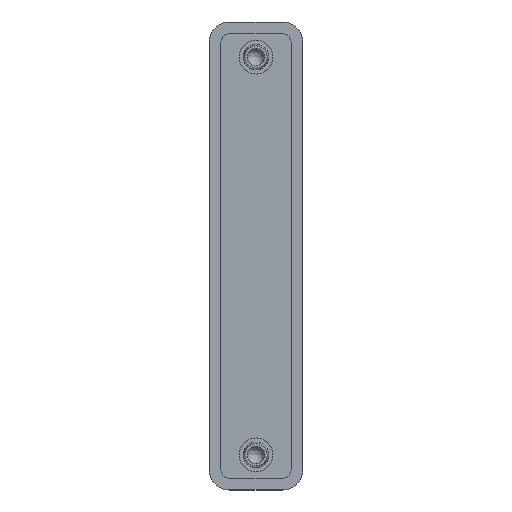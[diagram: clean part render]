
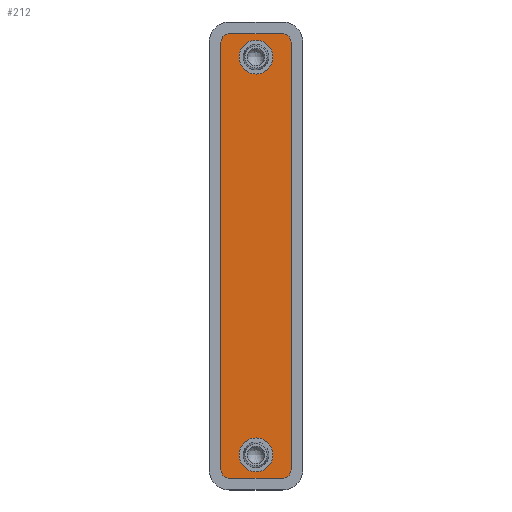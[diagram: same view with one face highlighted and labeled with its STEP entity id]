
A CAD part, top view. The second image highlights one B-rep face of the part: STEP entity #212.
In plain terms, the highlighted planar face has unit normal (0, 0, 1).
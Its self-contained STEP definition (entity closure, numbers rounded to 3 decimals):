
#19 = VECTOR ( 'NONE', #254, 1000. ) ;
#27 = VERTEX_POINT ( 'NONE', #981 ) ;
#46 = AXIS2_PLACEMENT_3D ( 'NONE', #1484, #390, #548 ) ;
#48 = DIRECTION ( 'NONE',  ( 0., 1., 0. ) ) ;
#78 = ORIENTED_EDGE ( 'NONE', *, *, #361, .T. ) ;
#80 = DIRECTION ( 'NONE',  ( 0., 0., 1. ) ) ;
#105 = CARTESIAN_POINT ( 'NONE',  ( 0., 38., -2. ) ) ;
#150 = VECTOR ( 'NONE', #1152, 1000. ) ;
#154 = CARTESIAN_POINT ( 'NONE',  ( 6., -36.5, -2. ) ) ;
#155 = EDGE_CURVE ( 'NONE', #579, #1051, #599, .T. ) ;
#170 = CARTESIAN_POINT ( 'NONE',  ( 0., 34., -2. ) ) ;
#200 = DIRECTION ( 'NONE',  ( 0., -1., 0. ) ) ;
#212 = ADVANCED_FACE ( 'NONE', ( #479, #1022, #337 ), #763, .T. ) ;
#254 = DIRECTION ( 'NONE',  ( 1., 0., 0. ) ) ;
#292 = AXIS2_PLACEMENT_3D ( 'NONE', #1433, #496, #1156 ) ;
#337 = FACE_OUTER_BOUND ( 'NONE', #446, .T. ) ;
#350 = ORIENTED_EDGE ( 'NONE', *, *, #1636, .T. ) ;
#361 = EDGE_CURVE ( 'NONE', #640, #1541, #432, .T. ) ;
#370 = AXIS2_PLACEMENT_3D ( 'NONE', #1031, #1557, #780 ) ;
#383 = DIRECTION ( 'NONE',  ( 0., -1., 0. ) ) ;
#390 = DIRECTION ( 'NONE',  ( 0., 0., 1. ) ) ;
#408 = ORIENTED_EDGE ( 'NONE', *, *, #864, .T. ) ;
#426 = EDGE_CURVE ( 'NONE', #1438, #677, #1583, .T. ) ;
#431 = AXIS2_PLACEMENT_3D ( 'NONE', #627, #80, #892 ) ;
#432 = LINE ( 'NONE', #700, #1612 ) ;
#446 = EDGE_LOOP ( 'NONE', ( #806, #1207, #1584, #1494, #1515, #888, #78, #921 ) ) ;
#479 = FACE_BOUND ( 'NONE', #1430, .T. ) ;
#496 = DIRECTION ( 'NONE',  ( 0., 0., 1. ) ) ;
#516 = LINE ( 'NONE', #105, #150 ) ;
#548 = DIRECTION ( 'NONE',  ( -1., 0., 0. ) ) ;
#579 = VERTEX_POINT ( 'NONE', #641 ) ;
#584 = CARTESIAN_POINT ( 'NONE',  ( 0., 34., -2. ) ) ;
#599 = CIRCLE ( 'NONE', #431, 1.5 ) ;
#616 = CARTESIAN_POINT ( 'NONE',  ( 4.5, 38., -2. ) ) ;
#627 = CARTESIAN_POINT ( 'NONE',  ( -4.5, -36.5, -2. ) ) ;
#640 = VERTEX_POINT ( 'NONE', #154 ) ;
#641 = CARTESIAN_POINT ( 'NONE',  ( -6., -36.5, -2. ) ) ;
#674 = EDGE_CURVE ( 'NONE', #1268, #640, #1431, .T. ) ;
#677 = VERTEX_POINT ( 'NONE', #1215 ) ;
#698 = AXIS2_PLACEMENT_3D ( 'NONE', #1610, #1232, #1480 ) ;
#700 = CARTESIAN_POINT ( 'NONE',  ( 6., 0., -2. ) ) ;
#715 = DIRECTION ( 'NONE',  ( 0., 0., -1. ) ) ;
#721 = AXIS2_PLACEMENT_3D ( 'NONE', #584, #890, #1696 ) ;
#759 = CARTESIAN_POINT ( 'NONE',  ( 0., -36.9, -2. ) ) ;
#763 = PLANE ( 'NONE',  #1721 ) ;
#780 = DIRECTION ( 'NONE',  ( 0., -1., 0. ) ) ;
#804 = DIRECTION ( 'NONE',  ( 1., 0., 0. ) ) ;
#806 = ORIENTED_EDGE ( 'NONE', *, *, #1305, .T. ) ;
#864 = EDGE_CURVE ( 'NONE', #1019, #1123, #1413, .T. ) ;
#874 = AXIS2_PLACEMENT_3D ( 'NONE', #1516, #1147, #200 ) ;
#888 = ORIENTED_EDGE ( 'NONE', *, *, #674, .T. ) ;
#890 = DIRECTION ( 'NONE',  ( 0., 0., -1. ) ) ;
#892 = DIRECTION ( 'NONE',  ( -1., 0., 0. ) ) ;
#903 = CARTESIAN_POINT ( 'NONE',  ( -4.5, -38., -2. ) ) ;
#904 = ORIENTED_EDGE ( 'NONE', *, *, #1341, .T. ) ;
#921 = ORIENTED_EDGE ( 'NONE', *, *, #1663, .T. ) ;
#981 = CARTESIAN_POINT ( 'NONE',  ( -4.5, 38., -2. ) ) ;
#1019 = VERTEX_POINT ( 'NONE', #759 ) ;
#1022 = FACE_BOUND ( 'NONE', #1521, .T. ) ;
#1031 = CARTESIAN_POINT ( 'NONE',  ( 0., -34., -2. ) ) ;
#1051 = VERTEX_POINT ( 'NONE', #903 ) ;
#1062 = CIRCLE ( 'NONE', #292, 1.5 ) ;
#1066 = LINE ( 'NONE', #1598, #19 ) ;
#1090 = DIRECTION ( 'NONE',  ( 0., 0., 1. ) ) ;
#1091 = LINE ( 'NONE', #1606, #1478 ) ;
#1099 = CARTESIAN_POINT ( 'NONE',  ( 0., 31.1, -2. ) ) ;
#1104 = DIRECTION ( 'NONE',  ( 0., 1., 0. ) ) ;
#1116 = CIRCLE ( 'NONE', #721, 2.9 ) ;
#1123 = VERTEX_POINT ( 'NONE', #1495 ) ;
#1147 = DIRECTION ( 'NONE',  ( 0., 0., -1. ) ) ;
#1152 = DIRECTION ( 'NONE',  ( -1., 0., 0. ) ) ;
#1156 = DIRECTION ( 'NONE',  ( -1., 0., 0. ) ) ;
#1207 = ORIENTED_EDGE ( 'NONE', *, *, #1472, .T. ) ;
#1209 = CARTESIAN_POINT ( 'NONE',  ( 0., 0., -2. ) ) ;
#1215 = CARTESIAN_POINT ( 'NONE',  ( 0., 36.9, -2. ) ) ;
#1232 = DIRECTION ( 'NONE',  ( 0., 0., 1. ) ) ;
#1268 = VERTEX_POINT ( 'NONE', #1678 ) ;
#1305 = EDGE_CURVE ( 'NONE', #1717, #27, #516, .T. ) ;
#1329 = AXIS2_PLACEMENT_3D ( 'NONE', #170, #715, #48 ) ;
#1341 = EDGE_CURVE ( 'NONE', #1123, #1019, #1367, .T. ) ;
#1359 = CARTESIAN_POINT ( 'NONE',  ( 6., 36.5, -2. ) ) ;
#1367 = CIRCLE ( 'NONE', #370, 2.9 ) ;
#1413 = CIRCLE ( 'NONE', #874, 2.9 ) ;
#1430 = EDGE_LOOP ( 'NONE', ( #408, #904 ) ) ;
#1431 = CIRCLE ( 'NONE', #698, 1.5 ) ;
#1433 = CARTESIAN_POINT ( 'NONE',  ( 4.5, 36.5, -2. ) ) ;
#1438 = VERTEX_POINT ( 'NONE', #1099 ) ;
#1472 = EDGE_CURVE ( 'NONE', #27, #1719, #1563, .T. ) ;
#1478 = VECTOR ( 'NONE', #383, 1000. ) ;
#1480 = DIRECTION ( 'NONE',  ( -1., 0., 0. ) ) ;
#1484 = CARTESIAN_POINT ( 'NONE',  ( -4.5, 36.5, -2. ) ) ;
#1493 = EDGE_CURVE ( 'NONE', #1719, #579, #1091, .T. ) ;
#1494 = ORIENTED_EDGE ( 'NONE', *, *, #155, .T. ) ;
#1495 = CARTESIAN_POINT ( 'NONE',  ( 0., -31.1, -2. ) ) ;
#1515 = ORIENTED_EDGE ( 'NONE', *, *, #1550, .T. ) ;
#1516 = CARTESIAN_POINT ( 'NONE',  ( 0., -34., -2. ) ) ;
#1521 = EDGE_LOOP ( 'NONE', ( #350, #1701 ) ) ;
#1541 = VERTEX_POINT ( 'NONE', #1359 ) ;
#1550 = EDGE_CURVE ( 'NONE', #1051, #1268, #1066, .T. ) ;
#1557 = DIRECTION ( 'NONE',  ( 0., 0., -1. ) ) ;
#1563 = CIRCLE ( 'NONE', #46, 1.5 ) ;
#1583 = CIRCLE ( 'NONE', #1329, 2.9 ) ;
#1584 = ORIENTED_EDGE ( 'NONE', *, *, #1493, .T. ) ;
#1598 = CARTESIAN_POINT ( 'NONE',  ( 0., -38., -2. ) ) ;
#1606 = CARTESIAN_POINT ( 'NONE',  ( -6., 0., -2. ) ) ;
#1610 = CARTESIAN_POINT ( 'NONE',  ( 4.5, -36.5, -2. ) ) ;
#1612 = VECTOR ( 'NONE', #1104, 1000. ) ;
#1636 = EDGE_CURVE ( 'NONE', #677, #1438, #1116, .T. ) ;
#1663 = EDGE_CURVE ( 'NONE', #1541, #1717, #1062, .T. ) ;
#1678 = CARTESIAN_POINT ( 'NONE',  ( 4.5, -38., -2. ) ) ;
#1689 = CARTESIAN_POINT ( 'NONE',  ( -6., 36.5, -2. ) ) ;
#1696 = DIRECTION ( 'NONE',  ( 0., 1., 0. ) ) ;
#1701 = ORIENTED_EDGE ( 'NONE', *, *, #426, .T. ) ;
#1717 = VERTEX_POINT ( 'NONE', #616 ) ;
#1719 = VERTEX_POINT ( 'NONE', #1689 ) ;
#1721 = AXIS2_PLACEMENT_3D ( 'NONE', #1209, #1090, #804 ) ;
